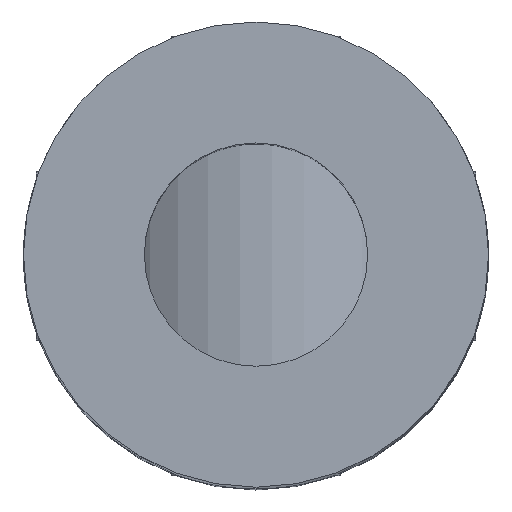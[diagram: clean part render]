
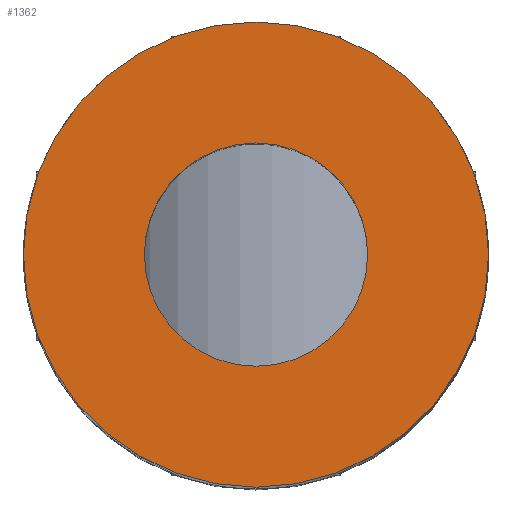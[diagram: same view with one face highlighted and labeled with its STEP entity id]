
A CAD part, top view. The second image highlights one B-rep face of the part: STEP entity #1362.
In plain terms, the highlighted planar face has unit normal (0, 0, 1).
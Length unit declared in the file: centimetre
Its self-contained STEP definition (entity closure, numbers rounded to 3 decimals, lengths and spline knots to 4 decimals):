
#574=PLANE('',#1459);
#640=VERTEX_POINT('',#2056);
#672=VERTEX_POINT('',#2303);
#704=CIRCLE('',#1437,0.6);
#710=CIRCLE('',#1458,1.25);
#798=EDGE_CURVE('',#640,#640,#704,.T.);
#844=EDGE_CURVE('',#672,#672,#710,.T.);
#1111=ORIENTED_EDGE('',*,*,#798,.T.);
#1112=ORIENTED_EDGE('',*,*,#844,.F.);
#1205=EDGE_LOOP('',(#1111));
#1206=EDGE_LOOP('',(#1112));
#1299=FACE_BOUND('',#1205,.T.);
#1300=FACE_BOUND('',#1206,.T.);
#1362=ADVANCED_FACE('',(#1299,#1300),#574,.T.);
#1437=AXIS2_PLACEMENT_3D('',#2055,#1621,#1622);
#1458=AXIS2_PLACEMENT_3D('',#2302,#1675,#1676);
#1459=AXIS2_PLACEMENT_3D('',#2304,#1677,$);
#1621=DIRECTION('',(0.,0.,-1.));
#1622=DIRECTION('',(0.6,0.,0.));
#1675=DIRECTION('',(0.,0.,-1.));
#1676=DIRECTION('',(1.25,0.,0.));
#1677=DIRECTION('',(0.,0.,1.));
#2055=CARTESIAN_POINT('',(0.,0.,4.3));
#2056=CARTESIAN_POINT('',(-0.6,0.,4.3));
#2302=CARTESIAN_POINT('',(0.,0.,4.3));
#2303=CARTESIAN_POINT('',(1.25,0.,4.3));
#2304=CARTESIAN_POINT('',(0.,0.,4.3));
